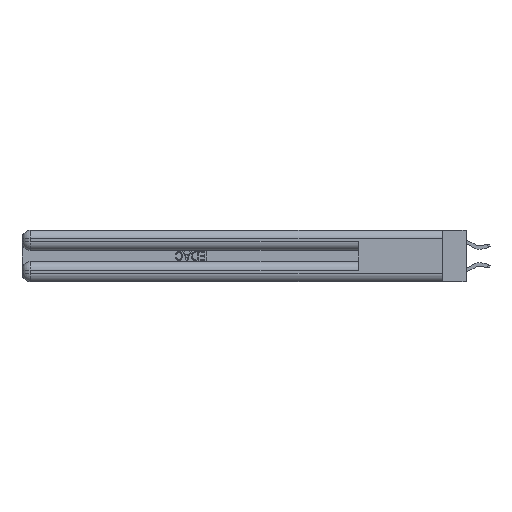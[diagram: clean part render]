
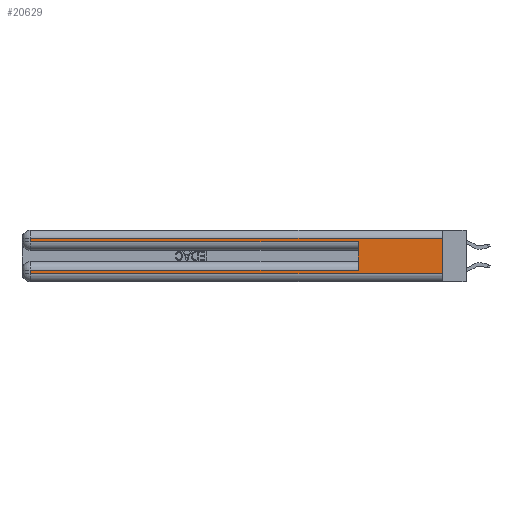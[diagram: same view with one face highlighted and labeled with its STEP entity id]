
A CAD part, left-side view. The second image highlights one B-rep face of the part: STEP entity #20629.
In plain terms, the highlighted planar face has unit normal (-1, 0, 0).
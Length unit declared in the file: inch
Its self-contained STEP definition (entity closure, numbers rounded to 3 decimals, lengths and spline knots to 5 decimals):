
#2480 = CARTESIAN_POINT ( 'NONE',  ( 0., 2.94, 0.37 ) ) ;
#2973 = CARTESIAN_POINT ( 'NONE',  ( 0., 2.94, 0.085 ) ) ;
#3725 = EDGE_CURVE ( 'NONE', #24050, #14017, #29276, .T. ) ;
#3909 = ORIENTED_EDGE ( 'NONE', *, *, #30196, .T. ) ;
#4463 = CARTESIAN_POINT ( 'NONE',  ( 0., 2.94, 0.37 ) ) ;
#4487 = LINE ( 'NONE', #2480, #25311 ) ;
#4547 = LINE ( 'NONE', #27304, #22137 ) ;
#4792 = CARTESIAN_POINT ( 'NONE',  ( 0., 0., 0.37 ) ) ;
#5920 = EDGE_CURVE ( 'NONE', #25800, #21571, #20559, .T. ) ;
#6495 = EDGE_LOOP ( 'NONE', ( #22590, #3909, #6525, #21333, #11466, #28126, #20358, #21295 ) ) ;
#6525 = ORIENTED_EDGE ( 'NONE', *, *, #11477, .T. ) ;
#7464 = CARTESIAN_POINT ( 'NONE',  ( 0., 0.6, 0.285 ) ) ;
#7642 = EDGE_CURVE ( 'NONE', #26904, #14017, #23741, .T. ) ;
#8274 = CARTESIAN_POINT ( 'NONE',  ( 0., 0.6, 0.145 ) ) ;
#8617 = VERTEX_POINT ( 'NONE', #12935 ) ;
#8780 = DIRECTION ( 'NONE',  ( 0., -1., 0. ) ) ;
#8944 = CARTESIAN_POINT ( 'NONE',  ( 0., 0., 0.06 ) ) ;
#9527 = LINE ( 'NONE', #27935, #13094 ) ;
#10049 = EDGE_CURVE ( 'NONE', #13799, #25800, #4487, .T. ) ;
#10935 = DIRECTION ( 'NONE',  ( 0., 0., -1. ) ) ;
#11160 = DIRECTION ( 'NONE',  ( 0., 1., 0. ) ) ;
#11466 = ORIENTED_EDGE ( 'NONE', *, *, #3725, .F. ) ;
#11477 = EDGE_CURVE ( 'NONE', #8617, #26904, #25529, .T. ) ;
#12802 = VERTEX_POINT ( 'NONE', #26429 ) ;
#12935 = CARTESIAN_POINT ( 'NONE',  ( 0., 2.94, 0.31 ) ) ;
#13094 = VECTOR ( 'NONE', #25782, 39.37008 ) ;
#13338 = VECTOR ( 'NONE', #10935, 39.37008 ) ;
#13799 = VERTEX_POINT ( 'NONE', #2973 ) ;
#13871 = DIRECTION ( 'NONE',  ( 0., 0., -1. ) ) ;
#14017 = VERTEX_POINT ( 'NONE', #7464 ) ;
#14342 = CARTESIAN_POINT ( 'NONE',  ( 0., 2.94, 0.285 ) ) ;
#14389 = DIRECTION ( 'NONE',  ( 0., -1., 0. ) ) ;
#14739 = CARTESIAN_POINT ( 'NONE',  ( 0., 0.6, 0.085 ) ) ;
#14977 = PLANE ( 'NONE',  #21727 ) ;
#15134 = DIRECTION ( 'NONE',  ( 1., 0., 0. ) ) ;
#15839 = VECTOR ( 'NONE', #23086, 39.37008 ) ;
#15965 = CARTESIAN_POINT ( 'NONE',  ( 0., 2.94, 0.06 ) ) ;
#17596 = CARTESIAN_POINT ( 'NONE',  ( 0., 0., 0.37 ) ) ;
#18359 = EDGE_CURVE ( 'NONE', #12802, #21571, #25839, .T. ) ;
#20358 = ORIENTED_EDGE ( 'NONE', *, *, #10049, .T. ) ;
#20559 = LINE ( 'NONE', #8944, #27145 ) ;
#20629 = ADVANCED_FACE ( 'NONE', ( #24508 ), #14977, .F. ) ;
#21295 = ORIENTED_EDGE ( 'NONE', *, *, #5920, .T. ) ;
#21333 = ORIENTED_EDGE ( 'NONE', *, *, #7642, .T. ) ;
#21571 = VERTEX_POINT ( 'NONE', #24849 ) ;
#21727 = AXIS2_PLACEMENT_3D ( 'NONE', #17596, #15134, #26964 ) ;
#22137 = VECTOR ( 'NONE', #11160, 39.37008 ) ;
#22590 = ORIENTED_EDGE ( 'NONE', *, *, #18359, .F. ) ;
#23086 = DIRECTION ( 'NONE',  ( 0., 0., -1. ) ) ;
#23140 = CARTESIAN_POINT ( 'NONE',  ( 0., 0., 0.285 ) ) ;
#23586 = VECTOR ( 'NONE', #26983, 39.37008 ) ;
#23741 = LINE ( 'NONE', #23140, #28654 ) ;
#24050 = VERTEX_POINT ( 'NONE', #14739 ) ;
#24375 = EDGE_CURVE ( 'NONE', #24050, #13799, #9527, .T. ) ;
#24508 = FACE_OUTER_BOUND ( 'NONE', #6495, .T. ) ;
#24849 = CARTESIAN_POINT ( 'NONE',  ( 0., 0., 0.06 ) ) ;
#25311 = VECTOR ( 'NONE', #13871, 39.37008 ) ;
#25529 = LINE ( 'NONE', #4463, #13338 ) ;
#25782 = DIRECTION ( 'NONE',  ( 0., 1., 0. ) ) ;
#25800 = VERTEX_POINT ( 'NONE', #15965 ) ;
#25839 = LINE ( 'NONE', #4792, #15839 ) ;
#26429 = CARTESIAN_POINT ( 'NONE',  ( 0., 0., 0.31 ) ) ;
#26904 = VERTEX_POINT ( 'NONE', #14342 ) ;
#26964 = DIRECTION ( 'NONE',  ( 0., 0., -1. ) ) ;
#26983 = DIRECTION ( 'NONE',  ( 0., 0., 1. ) ) ;
#27145 = VECTOR ( 'NONE', #8780, 39.37008 ) ;
#27304 = CARTESIAN_POINT ( 'NONE',  ( 0., 0., 0.31 ) ) ;
#27935 = CARTESIAN_POINT ( 'NONE',  ( 0., 0., 0.085 ) ) ;
#28126 = ORIENTED_EDGE ( 'NONE', *, *, #24375, .T. ) ;
#28654 = VECTOR ( 'NONE', #14389, 39.37008 ) ;
#29276 = LINE ( 'NONE', #8274, #23586 ) ;
#30196 = EDGE_CURVE ( 'NONE', #12802, #8617, #4547, .T. ) ;
